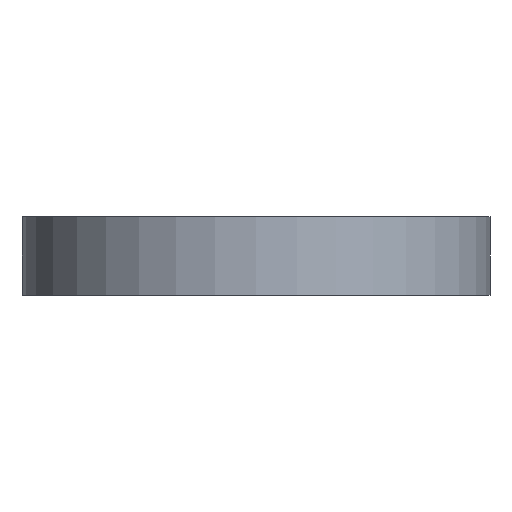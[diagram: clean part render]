
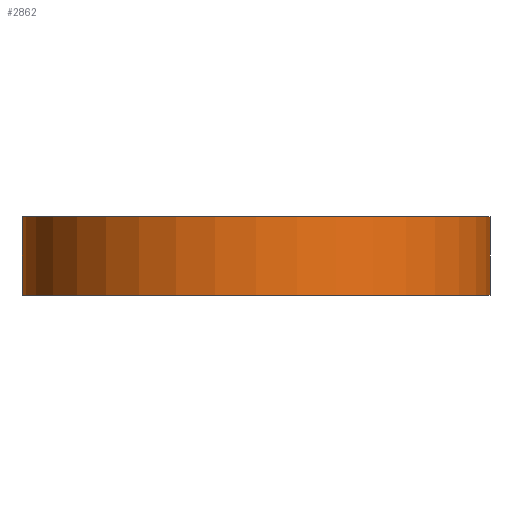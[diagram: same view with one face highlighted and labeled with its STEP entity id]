
A CAD part, front view. The second image highlights one B-rep face of the part: STEP entity #2862.
In plain terms, the highlighted cylindrical face has radius 38 mm (diameter 76 mm), a partial arc.
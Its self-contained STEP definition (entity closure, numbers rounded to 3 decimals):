
#113 = VERTEX_POINT ( 'NONE', #860 ) ;
#192 = ORIENTED_EDGE ( 'NONE', *, *, #3127, .T. ) ;
#201 = FACE_OUTER_BOUND ( 'NONE', #2310, .T. ) ;
#241 = ORIENTED_EDGE ( 'NONE', *, *, #2791, .F. ) ;
#360 = DIRECTION ( 'NONE',  ( 1., 0., 0. ) ) ;
#382 = CARTESIAN_POINT ( 'NONE',  ( 0., 0., 0. ) ) ;
#574 = VECTOR ( 'NONE', #2297, 1000. ) ;
#742 = AXIS2_PLACEMENT_3D ( 'NONE', #2048, #2306, #3373 ) ;
#860 = CARTESIAN_POINT ( 'NONE',  ( -38., 0., 12.7 ) ) ;
#891 = DIRECTION ( 'NONE',  ( 1., 0., 0. ) ) ;
#953 = LINE ( 'NONE', #2559, #2408 ) ;
#1003 = CARTESIAN_POINT ( 'NONE',  ( 38., 0., 0. ) ) ;
#1052 = CIRCLE ( 'NONE', #2325, 38. ) ;
#1080 = CIRCLE ( 'NONE', #2025, 38. ) ;
#1251 = VERTEX_POINT ( 'NONE', #2347 ) ;
#1436 = VERTEX_POINT ( 'NONE', #2219 ) ;
#1469 = DIRECTION ( 'NONE',  ( 0., 0., 1. ) ) ;
#1660 = CARTESIAN_POINT ( 'NONE',  ( 0., 0., 12.7 ) ) ;
#1732 = EDGE_CURVE ( 'NONE', #113, #1436, #1052, .T. ) ;
#1790 = DIRECTION ( 'NONE',  ( 0., 0., 1. ) ) ;
#1903 = DIRECTION ( 'NONE',  ( 0., 0., 1. ) ) ;
#1983 = LINE ( 'NONE', #1003, #574 ) ;
#2025 = AXIS2_PLACEMENT_3D ( 'NONE', #382, #1469, #891 ) ;
#2048 = CARTESIAN_POINT ( 'NONE',  ( 0., 0., 0. ) ) ;
#2170 = VERTEX_POINT ( 'NONE', #2582 ) ;
#2219 = CARTESIAN_POINT ( 'NONE',  ( 38., 0., 12.7 ) ) ;
#2297 = DIRECTION ( 'NONE',  ( 0., 0., 1. ) ) ;
#2306 = DIRECTION ( 'NONE',  ( 0., 0., 1. ) ) ;
#2310 = EDGE_LOOP ( 'NONE', ( #241, #192, #2517, #2885 ) ) ;
#2325 = AXIS2_PLACEMENT_3D ( 'NONE', #1660, #1903, #360 ) ;
#2347 = CARTESIAN_POINT ( 'NONE',  ( 38., 0., 0. ) ) ;
#2408 = VECTOR ( 'NONE', #1790, 1000. ) ;
#2517 = ORIENTED_EDGE ( 'NONE', *, *, #2833, .T. ) ;
#2559 = CARTESIAN_POINT ( 'NONE',  ( -38., 0., 0. ) ) ;
#2582 = CARTESIAN_POINT ( 'NONE',  ( -38., 0., 0. ) ) ;
#2791 = EDGE_CURVE ( 'NONE', #2170, #113, #953, .T. ) ;
#2833 = EDGE_CURVE ( 'NONE', #1251, #1436, #1983, .T. ) ;
#2862 = ADVANCED_FACE ( 'NONE', ( #201 ), #3261, .T. ) ;
#2885 = ORIENTED_EDGE ( 'NONE', *, *, #1732, .F. ) ;
#3127 = EDGE_CURVE ( 'NONE', #2170, #1251, #1080, .T. ) ;
#3261 = CYLINDRICAL_SURFACE ( 'NONE', #742, 38. ) ;
#3373 = DIRECTION ( 'NONE',  ( 1., 0., 0. ) ) ;
